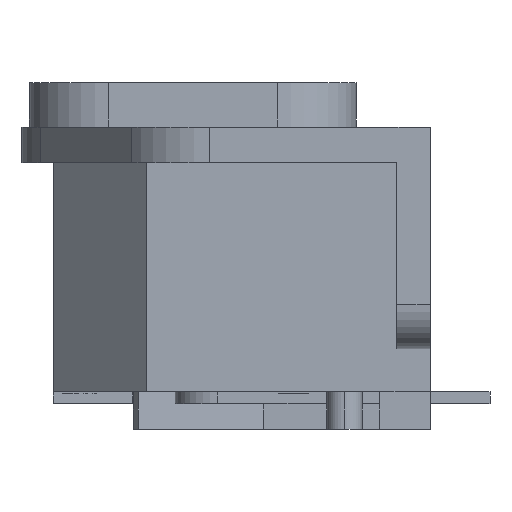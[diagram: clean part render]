
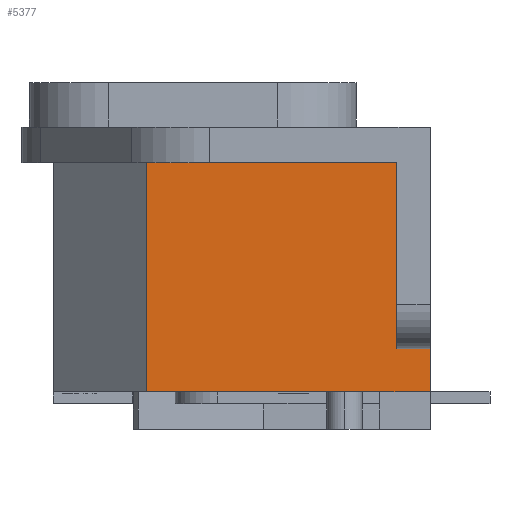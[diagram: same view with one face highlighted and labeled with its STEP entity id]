
A CAD part, left-side view. The second image highlights one B-rep face of the part: STEP entity #5377.
In plain terms, the highlighted planar face has unit normal (-1, 0, 0).
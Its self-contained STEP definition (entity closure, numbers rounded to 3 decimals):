
#49 = CARTESIAN_POINT ( 'NONE',  ( -13.8, 5.4, -15.5 ) ) ;
#236 = ORIENTED_EDGE ( 'NONE', *, *, #6858, .F. ) ;
#268 = LINE ( 'NONE', #3461, #4898 ) ;
#318 = LINE ( 'NONE', #4682, #6461 ) ;
#369 = LINE ( 'NONE', #7316, #1089 ) ;
#540 = LINE ( 'NONE', #6201, #7330 ) ;
#650 = VECTOR ( 'NONE', #6458, 1000. ) ;
#661 = DIRECTION ( 'NONE',  ( 0., 0., 1. ) ) ;
#711 = FACE_OUTER_BOUND ( 'NONE', #3115, .T. ) ;
#787 = LINE ( 'NONE', #3275, #5538 ) ;
#1012 = CARTESIAN_POINT ( 'NONE',  ( -13.8, 5.4, 0. ) ) ;
#1089 = VECTOR ( 'NONE', #1571, 1000. ) ;
#1219 = VERTEX_POINT ( 'NONE', #49 ) ;
#1246 = AXIS2_PLACEMENT_3D ( 'NONE', #2617, #6361, #661 ) ;
#1421 = VERTEX_POINT ( 'NONE', #1508 ) ;
#1508 = CARTESIAN_POINT ( 'NONE',  ( -13.8, -13.8, -12.6 ) ) ;
#1571 = DIRECTION ( 'NONE',  ( 0., 0., -1. ) ) ;
#2617 = CARTESIAN_POINT ( 'NONE',  ( -13.8, 5.4, 42.977 ) ) ;
#2622 = CARTESIAN_POINT ( 'NONE',  ( -13.8, -11.55, 0. ) ) ;
#2660 = PLANE ( 'NONE',  #1246 ) ;
#2712 = EDGE_CURVE ( 'NONE', #7359, #1421, #540, .T. ) ;
#2852 = DIRECTION ( 'NONE',  ( 0., -1., 0. ) ) ;
#3002 = EDGE_CURVE ( 'NONE', #1421, #6326, #369, .T. ) ;
#3115 = EDGE_LOOP ( 'NONE', ( #6846, #4826, #5659, #7361, #236, #4954 ) ) ;
#3275 = CARTESIAN_POINT ( 'NONE',  ( -13.8, 5.4, -15.5 ) ) ;
#3461 = CARTESIAN_POINT ( 'NONE',  ( -13.8, 5.4, 42.977 ) ) ;
#4372 = CARTESIAN_POINT ( 'NONE',  ( -13.8, -11.55, 0. ) ) ;
#4446 = LINE ( 'NONE', #2622, #650 ) ;
#4682 = CARTESIAN_POINT ( 'NONE',  ( -13.8, 0., 0. ) ) ;
#4826 = ORIENTED_EDGE ( 'NONE', *, *, #8255, .T. ) ;
#4842 = DIRECTION ( 'NONE',  ( 0., 0., -1. ) ) ;
#4898 = VECTOR ( 'NONE', #4842, 1000. ) ;
#4954 = ORIENTED_EDGE ( 'NONE', *, *, #3002, .F. ) ;
#5009 = CARTESIAN_POINT ( 'NONE',  ( -13.8, -13.8, -15.5 ) ) ;
#5121 = VERTEX_POINT ( 'NONE', #1012 ) ;
#5186 = DIRECTION ( 'NONE',  ( 0., 1., 0. ) ) ;
#5377 = ADVANCED_FACE ( 'NONE', ( #711 ), #2660, .T. ) ;
#5538 = VECTOR ( 'NONE', #5186, 1000. ) ;
#5659 = ORIENTED_EDGE ( 'NONE', *, *, #6119, .F. ) ;
#6119 = EDGE_CURVE ( 'NONE', #5121, #6300, #318, .T. ) ;
#6201 = CARTESIAN_POINT ( 'NONE',  ( -13.8, -11.55, -12.6 ) ) ;
#6300 = VERTEX_POINT ( 'NONE', #4372 ) ;
#6326 = VERTEX_POINT ( 'NONE', #5009 ) ;
#6361 = DIRECTION ( 'NONE',  ( -1., 0., 0. ) ) ;
#6458 = DIRECTION ( 'NONE',  ( 0., 0., 1. ) ) ;
#6461 = VECTOR ( 'NONE', #2852, 1000. ) ;
#6846 = ORIENTED_EDGE ( 'NONE', *, *, #2712, .F. ) ;
#6858 = EDGE_CURVE ( 'NONE', #6326, #1219, #787, .T. ) ;
#7316 = CARTESIAN_POINT ( 'NONE',  ( -13.8, -13.8, 42.977 ) ) ;
#7330 = VECTOR ( 'NONE', #7415, 1000. ) ;
#7359 = VERTEX_POINT ( 'NONE', #7434 ) ;
#7361 = ORIENTED_EDGE ( 'NONE', *, *, #8008, .T. ) ;
#7415 = DIRECTION ( 'NONE',  ( 0., -1., 0. ) ) ;
#7434 = CARTESIAN_POINT ( 'NONE',  ( -13.8, -11.55, -12.6 ) ) ;
#8008 = EDGE_CURVE ( 'NONE', #5121, #1219, #268, .T. ) ;
#8255 = EDGE_CURVE ( 'NONE', #7359, #6300, #4446, .T. ) ;
